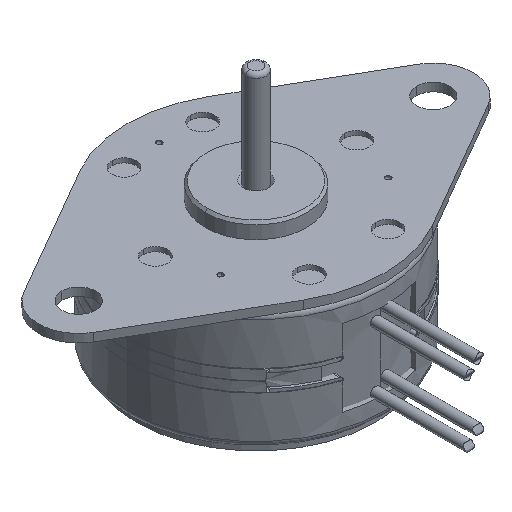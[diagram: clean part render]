
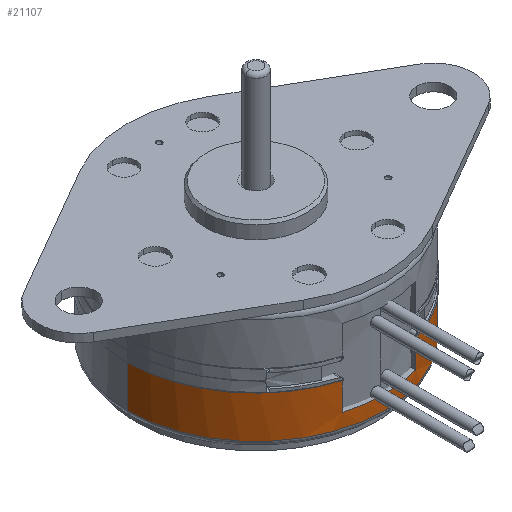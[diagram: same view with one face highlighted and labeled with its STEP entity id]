
A CAD part, isometric view. The second image highlights one B-rep face of the part: STEP entity #21107.
In plain terms, the highlighted cylindrical face has radius 12.639 mm (diameter 25.278 mm), a partial arc.
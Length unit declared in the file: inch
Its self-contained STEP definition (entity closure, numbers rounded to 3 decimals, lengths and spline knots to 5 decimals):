
#15774=DIRECTION('',(0.,0.,-1.));
#15775=VECTOR('',#15774,0.109);
#15776=CARTESIAN_POINT('',(-0.142,-0.47691,-0.04));
#15777=LINE('',#15776,#15775);
#15778=DIRECTION('',(0.,0.,1.));
#15779=VECTOR('',#15778,0.109);
#15780=CARTESIAN_POINT('',(0.142,-0.47691,-0.149));
#15781=LINE('',#15780,#15779);
#15782=CARTESIAN_POINT('',(0.,0.,-0.04));
#15783=DIRECTION('',(0.,0.,-1.));
#15784=DIRECTION('',(1.,0.,0.));
#15785=AXIS2_PLACEMENT_3D('',#15782,#15783,#15784);
#16411=CARTESIAN_POINT('',(0.,0.,-0.04));
#16412=DIRECTION('',(0.,0.,-1.));
#16413=DIRECTION('',(-0.285,-0.958,0.));
#16414=AXIS2_PLACEMENT_3D('',#16411,#16412,#16413);
#16730=CARTESIAN_POINT('',(0.,0.,-0.149));
#16731=DIRECTION('',(0.,0.,-1.));
#16732=DIRECTION('',(0.285,-0.958,0.));
#16733=AXIS2_PLACEMENT_3D('',#16730,#16731,#16732);
#16743=DIRECTION('',(0.,0.,-1.));
#16744=VECTOR('',#16743,0.1644);
#16745=CARTESIAN_POINT('',(-0.4976,0.,-0.04));
#16746=LINE('',#16745,#16744);
#16747=DIRECTION('',(0.,0.,1.));
#16748=VECTOR('',#16747,0.1644);
#16749=CARTESIAN_POINT('',(0.4976,0.,-0.2044));
#16750=LINE('',#16749,#16748);
#17248=CARTESIAN_POINT('',(0.,0.,-0.2044));
#17249=DIRECTION('',(0.,0.,1.));
#17250=DIRECTION('',(-1.,0.,0.));
#17251=AXIS2_PLACEMENT_3D('',#17248,#17249,#17250);
#19720=CARTESIAN_POINT('',(0.4976,0.,-0.04));
#19722=VERTEX_POINT('',#19720);
#19762=CARTESIAN_POINT('',(-0.4976,0.,-0.04));
#19763=VERTEX_POINT('',#19762);
#20013=CARTESIAN_POINT('',(-0.142,-0.47691,-0.04));
#20014=CARTESIAN_POINT('',(-0.142,-0.47691,-0.149));
#20015=VERTEX_POINT('',#20013);
#20016=VERTEX_POINT('',#20014);
#20017=CARTESIAN_POINT('',(0.142,-0.47691,-0.04));
#20018=VERTEX_POINT('',#20017);
#20019=CARTESIAN_POINT('',(0.4976,0.,-0.2044));
#20020=VERTEX_POINT('',#20019);
#20021=CARTESIAN_POINT('',(-0.4976,0.,-0.2044));
#20022=VERTEX_POINT('',#20021);
#20023=CARTESIAN_POINT('',(0.142,-0.47691,-0.149));
#20024=VERTEX_POINT('',#20023);
#21085=CARTESIAN_POINT('',(0.,0.,-0.20769));
#21086=DIRECTION('',(0.,0.,1.));
#21087=DIRECTION('',(-1.,0.,0.));
#21088=AXIS2_PLACEMENT_3D('',#21085,#21086,#21087);
#21089=CYLINDRICAL_SURFACE('',#21088,0.4976);
#21091=ORIENTED_EDGE('',*,*,#21090,.F.);
#21093=ORIENTED_EDGE('',*,*,#21092,.F.);
#21095=ORIENTED_EDGE('',*,*,#21094,.F.);
#21097=ORIENTED_EDGE('',*,*,#21096,.F.);
#21099=ORIENTED_EDGE('',*,*,#21098,.F.);
#21100=ORIENTED_EDGE('',*,*,#21074,.T.);
#21102=ORIENTED_EDGE('',*,*,#21101,.F.);
#21104=ORIENTED_EDGE('',*,*,#21103,.T.);
#21105=EDGE_LOOP('',(#21091,#21093,#21095,#21097,#21099,#21100,#21102,#21104));
#21106=FACE_OUTER_BOUND('',#21105,.F.);
#21107=ADVANCED_FACE('',(#21106),#21089,.T.);
#15786=CIRCLE('',#15785,0.4976);
#16415=CIRCLE('',#16414,0.4976);
#16734=CIRCLE('',#16733,0.4976);
#17252=CIRCLE('',#17251,0.4976);
#21074=EDGE_CURVE('',#20015,#20016,#15777,.T.);
#21090=EDGE_CURVE('',#19722,#20018,#15786,.T.);
#21092=EDGE_CURVE('',#20020,#19722,#16750,.T.);
#21094=EDGE_CURVE('',#20022,#20020,#17252,.T.);
#21096=EDGE_CURVE('',#19763,#20022,#16746,.T.);
#21098=EDGE_CURVE('',#20015,#19763,#16415,.T.);
#21101=EDGE_CURVE('',#20024,#20016,#16734,.T.);
#21103=EDGE_CURVE('',#20024,#20018,#15781,.T.);
